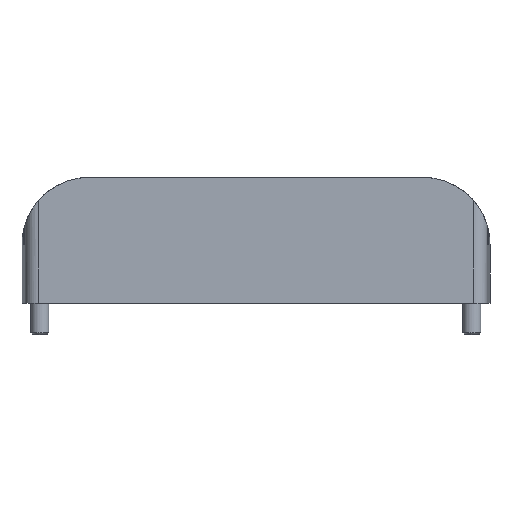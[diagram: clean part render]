
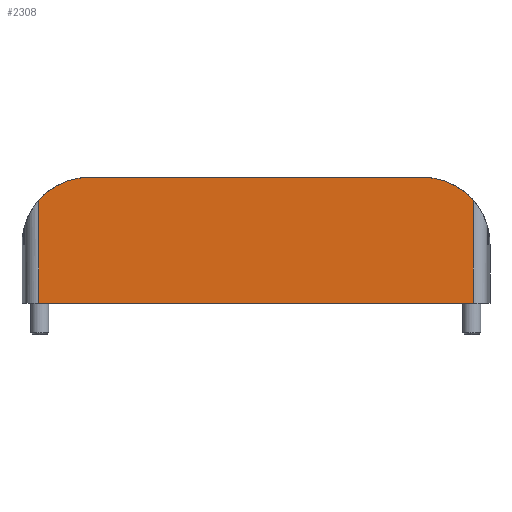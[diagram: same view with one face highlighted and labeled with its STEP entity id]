
A CAD part, front view. The second image highlights one B-rep face of the part: STEP entity #2308.
In plain terms, the highlighted planar face has unit normal (0, -1, 0).
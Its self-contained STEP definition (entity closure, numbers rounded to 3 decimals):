
#119=CIRCLE('',#2486,15.);
#120=CIRCLE('',#2487,15.);
#224=ORIENTED_EDGE('',*,*,#852,.F.);
#225=ORIENTED_EDGE('',*,*,#853,.F.);
#226=ORIENTED_EDGE('',*,*,#854,.F.);
#227=ORIENTED_EDGE('',*,*,#855,.F.);
#228=ORIENTED_EDGE('',*,*,#856,.T.);
#229=ORIENTED_EDGE('',*,*,#857,.T.);
#852=EDGE_CURVE('',#1166,#1167,#1394,.T.);
#853=EDGE_CURVE('',#1168,#1166,#119,.T.);
#854=EDGE_CURVE('',#1169,#1168,#1395,.T.);
#855=EDGE_CURVE('',#1170,#1169,#120,.T.);
#856=EDGE_CURVE('',#1170,#1171,#1396,.T.);
#857=EDGE_CURVE('',#1171,#1167,#1397,.T.);
#1166=VERTEX_POINT('',#3482);
#1167=VERTEX_POINT('',#3483);
#1168=VERTEX_POINT('',#3485);
#1169=VERTEX_POINT('',#3487);
#1170=VERTEX_POINT('',#3489);
#1171=VERTEX_POINT('',#3491);
#1394=LINE('',#3481,#1585);
#1395=LINE('',#3486,#1586);
#1396=LINE('',#3490,#1587);
#1397=LINE('',#3492,#1588);
#1585=VECTOR('',#2756,1000.);
#1586=VECTOR('',#2759,1000.);
#1587=VECTOR('',#2762,1000.);
#1588=VECTOR('',#2763,1000.);
#1776=EDGE_LOOP('',(#224,#225,#226,#227,#228,#229));
#1995=FACE_BOUND('',#1776,.T.);
#2215=PLANE('',#2485);
#2308=ADVANCED_FACE('',(#1995),#2215,.F.);
#2485=AXIS2_PLACEMENT_3D('',#3480,#2754,#2755);
#2486=AXIS2_PLACEMENT_3D('',#3484,#2757,#2758);
#2487=AXIS2_PLACEMENT_3D('',#3488,#2760,#2761);
#2754=DIRECTION('',(0.,1.,0.));
#2755=DIRECTION('',(0.,0.,1.));
#2756=DIRECTION('',(0.,0.,-1.));
#2757=DIRECTION('',(0.,1.,0.));
#2758=DIRECTION('',(1.,0.,0.));
#2759=DIRECTION('',(1.,0.,0.));
#2760=DIRECTION('',(0.,1.,0.));
#2761=DIRECTION('',(1.,0.,0.));
#2762=DIRECTION('',(0.,0.,-1.));
#2763=DIRECTION('',(1.,0.,0.));
#3480=CARTESIAN_POINT('',(-51.3,0.,28.));
#3481=CARTESIAN_POINT('',(48.331,0.,28.));
#3482=CARTESIAN_POINT('',(48.331,0.,22.829));
#3483=CARTESIAN_POINT('',(48.331,0.,0.));
#3484=CARTESIAN_POINT('',(37.,0.,13.));
#3485=CARTESIAN_POINT('',(37.,0.,28.));
#3486=CARTESIAN_POINT('',(-51.3,0.,28.));
#3487=CARTESIAN_POINT('',(-37.,0.,28.));
#3488=CARTESIAN_POINT('',(-37.,0.,13.));
#3489=CARTESIAN_POINT('',(-48.331,0.,22.829));
#3490=CARTESIAN_POINT('',(-48.331,0.,28.));
#3491=CARTESIAN_POINT('',(-48.331,0.,0.));
#3492=CARTESIAN_POINT('',(-51.3,0.,0.));
